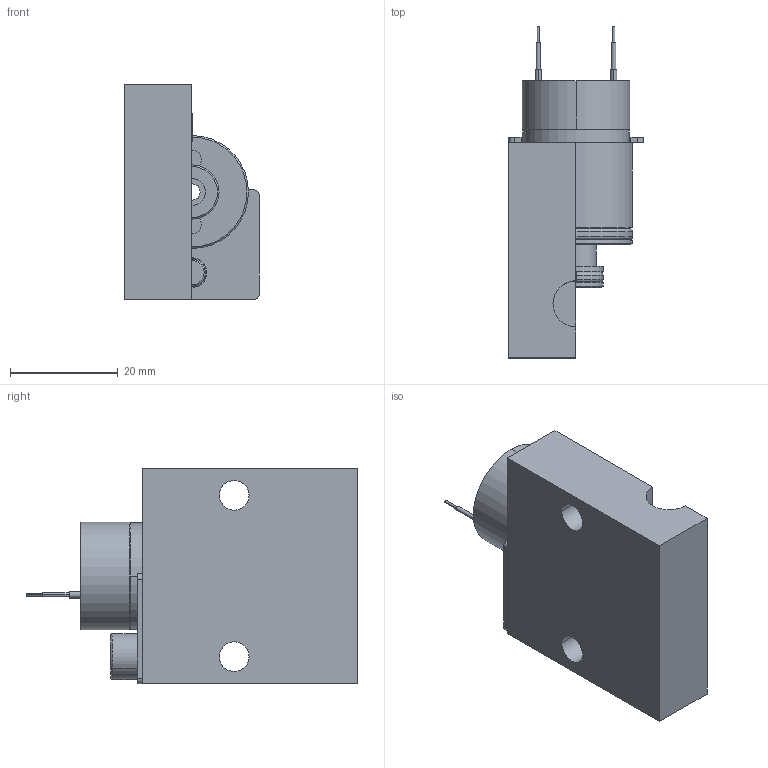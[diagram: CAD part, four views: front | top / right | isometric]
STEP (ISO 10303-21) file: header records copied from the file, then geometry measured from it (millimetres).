
FILE_DESCRIPTION (( 'STEP AP214' ), '1' );
FILE_NAME ('VA 304-1_Montageplatte_offen.STEP', '2019-12-11T07:12:37', ( '' ), ( '' ), 'SwSTEP 2.0', 'SolidWorks 2015', '' );
FILE_SCHEMA (( 'AUTOMOTIVE_DESIGN' ));
Length unit declared in the file: millimetre
Products named in the file (1): VA 304-1_Montageplatte_offen
Bounding box: 25 x 61.7 x 40 mm (x, y, z)
Volume: 24851.2 mm3; surface area: 11055.3 mm2
Topology: 4 solids, 4 shells, 189 faces, 440 edges, 280 vertices
Faces by surface type: cylinder 79, plane 64, cone 23, torus 20, bspline 3
Entity records: 8625 total; most frequent: CARTESIAN_POINT 2087, DIRECTION 980, ORIENTED_EDGE 872, EDGE_CURVE 436, AXIS2_PLACEMENT_3D 394, VERTEX_POINT 280, EDGE_LOOP 222, CIRCLE 207
